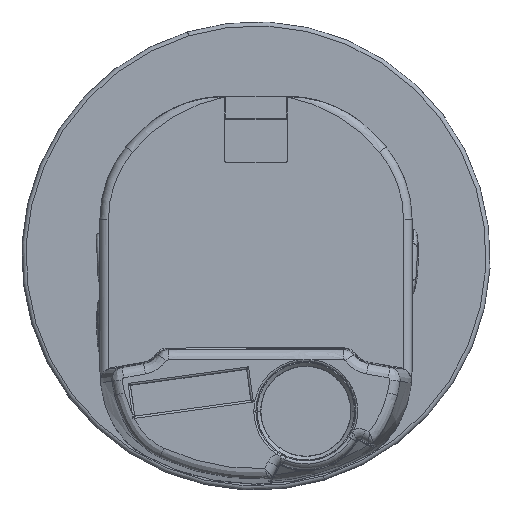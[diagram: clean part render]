
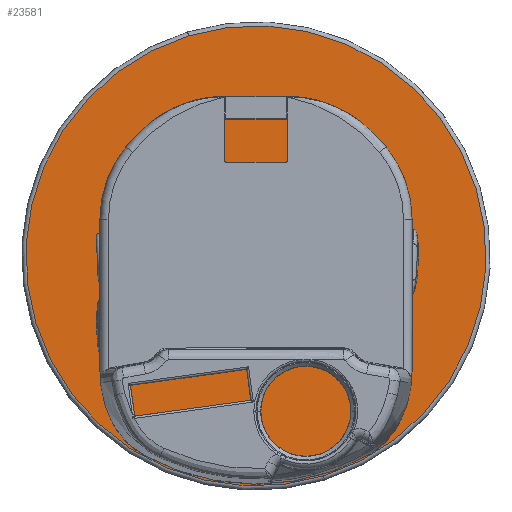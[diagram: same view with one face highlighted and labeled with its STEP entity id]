
A CAD part, top view. The second image highlights one B-rep face of the part: STEP entity #23581.
In plain terms, the highlighted planar face has unit normal (0, 0.008, 1).
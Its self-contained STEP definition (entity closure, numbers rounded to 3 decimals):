
#1385 = CARTESIAN_POINT ( 'NONE',  ( 16.235, -51.61, 173.209 ) ) ;
#2012 = PLANE ( 'NONE',  #3005 ) ;
#2576 = DIRECTION ( 'NONE',  ( 0., 0.008, 1. ) ) ;
#3005 = AXIS2_PLACEMENT_3D ( 'NONE', #17714, #15833, #3987 ) ;
#3353 = CIRCLE ( 'NONE', #14667, 55.474 ) ;
#3987 = DIRECTION ( 'NONE',  ( 0.293, -0.956, 0.008 ) ) ;
#4304 = VERTEX_POINT ( 'NONE', #25192 ) ;
#4338 = ORIENTED_EDGE ( 'NONE', *, *, #4548, .T. ) ;
#4548 = EDGE_CURVE ( 'NONE', #4304, #24163, #3353, .T. ) ;
#4612 = FACE_OUTER_BOUND ( 'NONE', #14684, .T. ) ;
#9390 = CARTESIAN_POINT ( 'NONE',  ( 0., 1.433, 172.769 ) ) ;
#11360 = DIRECTION ( 'NONE',  ( 0.293, -0.956, 0.008 ) ) ;
#13490 = ORIENTED_EDGE ( 'NONE', *, *, #20810, .T. ) ;
#14438 = CARTESIAN_POINT ( 'NONE',  ( 0., 1.433, 172.769 ) ) ;
#14578 = AXIS2_PLACEMENT_3D ( 'NONE', #9390, #23168, #11360 ) ;
#14667 = AXIS2_PLACEMENT_3D ( 'NONE', #14438, #2576, #16368 ) ;
#14684 = EDGE_LOOP ( 'NONE', ( #13490, #4338 ) ) ;
#15833 = DIRECTION ( 'NONE',  ( 0., 0.008, 1. ) ) ;
#16368 = DIRECTION ( 'NONE',  ( 0.293, -0.956, 0.008 ) ) ;
#17714 = CARTESIAN_POINT ( 'NONE',  ( 0., 1.433, 172.769 ) ) ;
#20810 = EDGE_CURVE ( 'NONE', #24163, #4304, #21923, .T. ) ;
#21923 = CIRCLE ( 'NONE', #14578, 55.474 ) ;
#23168 = DIRECTION ( 'NONE',  ( 0., 0.008, 1. ) ) ;
#23581 = ADVANCED_FACE ( 'NONE', ( #4612 ), #2012, .T. ) ;
#24163 = VERTEX_POINT ( 'NONE', #1385 ) ;
#25192 = CARTESIAN_POINT ( 'NONE',  ( -16.235, 54.476, 172.329 ) ) ;
